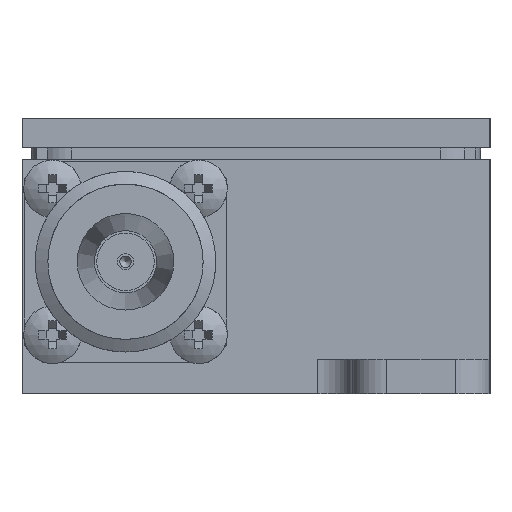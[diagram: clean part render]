
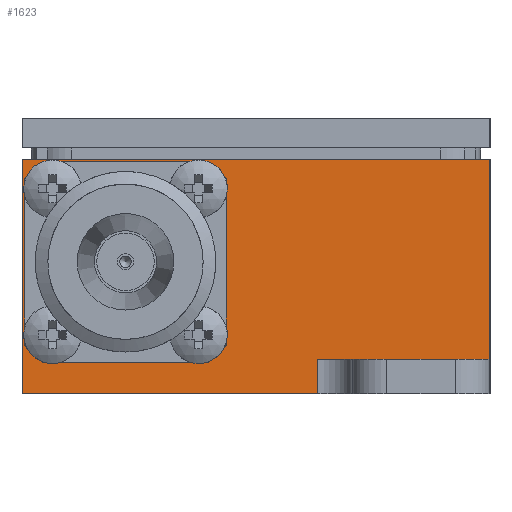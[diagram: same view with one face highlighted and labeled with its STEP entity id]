
A CAD part, left-side view. The second image highlights one B-rep face of the part: STEP entity #1623.
In plain terms, the highlighted planar face has unit normal (-1, 0, 0).
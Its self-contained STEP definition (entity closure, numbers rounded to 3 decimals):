
#1623=ADVANCED_FACE('',(#8552,#8554),#8556,.F.);
#8552=FACE_BOUND('',#8553,.T.);
#8553=EDGE_LOOP('',(#17708,#17709,#17710,#17711,#17712,#17713));
#8554=FACE_BOUND('',#8555,.T.);
#8555=EDGE_LOOP('',(#17714,#17715,#17716,#17717,#17718,#17719,#17720,#17721));
#8556=PLANE('',#8557);
#8557=AXIS2_PLACEMENT_3D('',#8558,#8559,#8560);
#8558=CARTESIAN_POINT('',(-46.9,-20.35,3.));
#8559=DIRECTION('',(1.,0.,0.));
#8560=DIRECTION('',(0.,0.,1.));
#17708=ORIENTED_EDGE('',*,*,#21284,.F.);
#17709=ORIENTED_EDGE('',*,*,#21285,.F.);
#17710=ORIENTED_EDGE('',*,*,#21286,.F.);
#17711=ORIENTED_EDGE('',*,*,#21287,.T.);
#17712=ORIENTED_EDGE('',*,*,#21288,.F.);
#17713=ORIENTED_EDGE('',*,*,#21289,.T.);
#17714=ORIENTED_EDGE('',*,*,#21290,.F.);
#17715=ORIENTED_EDGE('',*,*,#21291,.F.);
#17716=ORIENTED_EDGE('',*,*,#21292,.F.);
#17717=ORIENTED_EDGE('',*,*,#21293,.T.);
#17718=ORIENTED_EDGE('',*,*,#21294,.T.);
#17719=ORIENTED_EDGE('',*,*,#21295,.T.);
#17720=ORIENTED_EDGE('',*,*,#21296,.T.);
#17721=ORIENTED_EDGE('',*,*,#21297,.F.);
#21284=EDGE_CURVE('',#23478,#23479,#23480,.T.);
#21285=EDGE_CURVE('',#23481,#23478,#23482,.T.);
#21286=EDGE_CURVE('',#23483,#23481,#23484,.T.);
#21287=EDGE_CURVE('',#23483,#23485,#23486,.T.);
#21288=EDGE_CURVE('',#23487,#23485,#23488,.T.);
#21289=EDGE_CURVE('',#23487,#23479,#23489,.T.);
#21290=EDGE_CURVE('',#23490,#23491,#23492,.T.);
#21291=EDGE_CURVE('',#23493,#23490,#23494,.T.);
#21292=EDGE_CURVE('',#23495,#23493,#23496,.T.);
#21293=EDGE_CURVE('',#23495,#23497,#23498,.T.);
#21294=EDGE_CURVE('',#23497,#23499,#23500,.T.);
#21295=EDGE_CURVE('',#23499,#23501,#23502,.T.);
#21296=EDGE_CURVE('',#23501,#23503,#23504,.T.);
#21297=EDGE_CURVE('',#23491,#23503,#23505,.T.);
#23478=VERTEX_POINT('',#29472);
#23479=VERTEX_POINT('',#29473);
#23480=LINE('',#29474,#29475);
#23481=VERTEX_POINT('',#29477);
#23482=LINE('',#29478,#29479);
#23483=VERTEX_POINT('',#29481);
#23484=LINE('',#29482,#29483);
#23485=VERTEX_POINT('',#29485);
#23486=LINE('',#29486,#29487);
#23487=VERTEX_POINT('',#29489);
#23488=LINE('',#29490,#29491);
#23489=LINE('',#29493,#29494);
#23490=VERTEX_POINT('',#29496);
#23491=VERTEX_POINT('',#29497);
#23492=LINE('',#29498,#29499);
#23493=VERTEX_POINT('',#29501);
#23494=LINE('',#29502,#29503);
#23495=VERTEX_POINT('',#29505);
#23496=LINE('',#29506,#29507);
#23497=VERTEX_POINT('',#29509);
#23498=LINE('',#29510,#29511);
#23499=VERTEX_POINT('',#29513);
#23500=LINE('',#29514,#29515);
#23501=VERTEX_POINT('',#29517);
#23502=LINE('',#29518,#29519);
#23503=VERTEX_POINT('',#29521);
#23504=LINE('',#29522,#29523);
#23505=LINE('',#29525,#29526);
#29472=CARTESIAN_POINT('',(-46.9,20.35,20.4));
#29473=CARTESIAN_POINT('',(-46.9,-20.35,20.4));
#29474=CARTESIAN_POINT('',(-46.9,20.35,20.4));
#29475=VECTOR('',#29476,1.);
#29476=DIRECTION('',(0.,-1.,0.));
#29477=CARTESIAN_POINT('',(-46.9,20.35,0.));
#29478=CARTESIAN_POINT('',(-46.9,20.35,0.));
#29479=VECTOR('',#29480,1.);
#29480=DIRECTION('',(0.,0.,1.));
#29481=CARTESIAN_POINT('',(-46.9,-5.35,0.));
#29482=CARTESIAN_POINT('',(-46.9,-5.35,0.));
#29483=VECTOR('',#29484,1.);
#29484=DIRECTION('',(0.,1.,0.));
#29485=CARTESIAN_POINT('',(-46.9,-5.35,3.));
#29486=CARTESIAN_POINT('',(-46.9,-5.35,0.));
#29487=VECTOR('',#29488,1.);
#29488=DIRECTION('',(0.,0.,1.));
#29489=CARTESIAN_POINT('',(-46.9,-20.35,3.));
#29490=CARTESIAN_POINT('',(-46.9,-20.35,3.));
#29491=VECTOR('',#29492,1.);
#29492=DIRECTION('',(0.,1.,0.));
#29493=CARTESIAN_POINT('',(-46.9,-20.35,3.));
#29494=VECTOR('',#29495,1.);
#29495=DIRECTION('',(0.,0.,1.));
#29496=CARTESIAN_POINT('',(-46.9,2.6,4.25));
#29497=CARTESIAN_POINT('',(-46.9,2.6,18.75));
#29498=CARTESIAN_POINT('',(-46.9,2.6,4.25));
#29499=VECTOR('',#29500,1.);
#29500=DIRECTION('',(0.,0.,1.));
#29501=CARTESIAN_POINT('',(-46.9,4.1,2.75));
#29502=CARTESIAN_POINT('',(-46.9,4.1,2.75));
#29503=VECTOR('',#29504,1.);
#29504=DIRECTION('',(0.,-0.707,0.707));
#29505=CARTESIAN_POINT('',(-46.9,18.6,2.75));
#29506=CARTESIAN_POINT('',(-46.9,18.6,2.75));
#29507=VECTOR('',#29508,1.);
#29508=DIRECTION('',(0.,-1.,0.));
#29509=CARTESIAN_POINT('',(-46.9,20.1,4.25));
#29510=CARTESIAN_POINT('',(-46.9,18.6,2.75));
#29511=VECTOR('',#29512,1.);
#29512=DIRECTION('',(0.,0.707,0.707));
#29513=CARTESIAN_POINT('',(-46.9,20.1,18.75));
#29514=CARTESIAN_POINT('',(-46.9,20.1,4.25));
#29515=VECTOR('',#29516,1.);
#29516=DIRECTION('',(0.,0.,1.));
#29517=CARTESIAN_POINT('',(-46.9,18.6,20.25));
#29518=CARTESIAN_POINT('',(-46.9,20.1,18.75));
#29519=VECTOR('',#29520,1.);
#29520=DIRECTION('',(0.,-0.707,0.707));
#29521=CARTESIAN_POINT('',(-46.9,4.1,20.25));
#29522=CARTESIAN_POINT('',(-46.9,18.6,20.25));
#29523=VECTOR('',#29524,1.);
#29524=DIRECTION('',(0.,-1.,0.));
#29525=CARTESIAN_POINT('',(-46.9,2.6,18.75));
#29526=VECTOR('',#29527,1.);
#29527=DIRECTION('',(0.,0.707,0.707));
